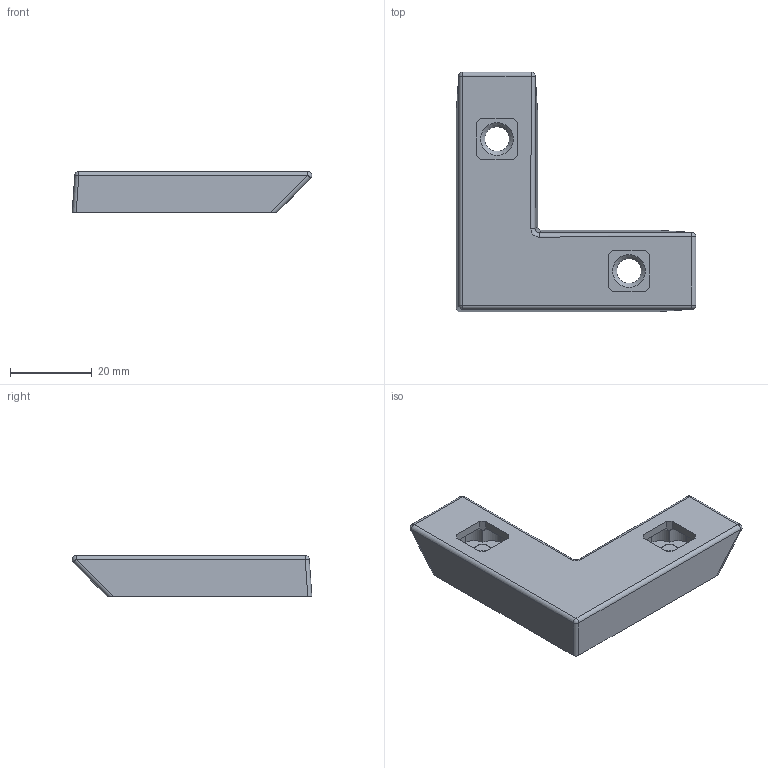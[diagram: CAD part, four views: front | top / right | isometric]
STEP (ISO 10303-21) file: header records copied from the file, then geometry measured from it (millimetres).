
FILE_DESCRIPTION(('FreeCAD Model'),'2;1');
FILE_NAME('Open CASCADE Shape Model','2025-05-03T10:42:29',(''),(''), 'Open CASCADE STEP processor 7.8','FreeCAD','Unknown');
FILE_SCHEMA(('AUTOMOTIVE_DESIGN { 1 0 10303 214 1 1 1 1 }'));
Length unit declared in the file: millimetre
Products named in the file (1): Hanger foot
Bounding box: 58.58 x 58.58 x 10 mm (x, y, z)
Volume: 14683.9 mm3; surface area: 6614.8 mm2
Topology: 1 solids, 1 shells, 138 faces, 311 edges, 174 vertices
Faces by surface type: plane 84, cylinder 30, cone 18, sphere 5, bspline 1
Full cylindrical faces by diameter (mm): 6 x2
Entity records: 3740 total; most frequent: CARTESIAN_POINT 660, DIRECTION 653, ORIENTED_EDGE 612, EDGE_CURVE 306, LINE 227, VECTOR 227, AXIS2_PLACEMENT_3D 213, VERTEX_POINT 174
